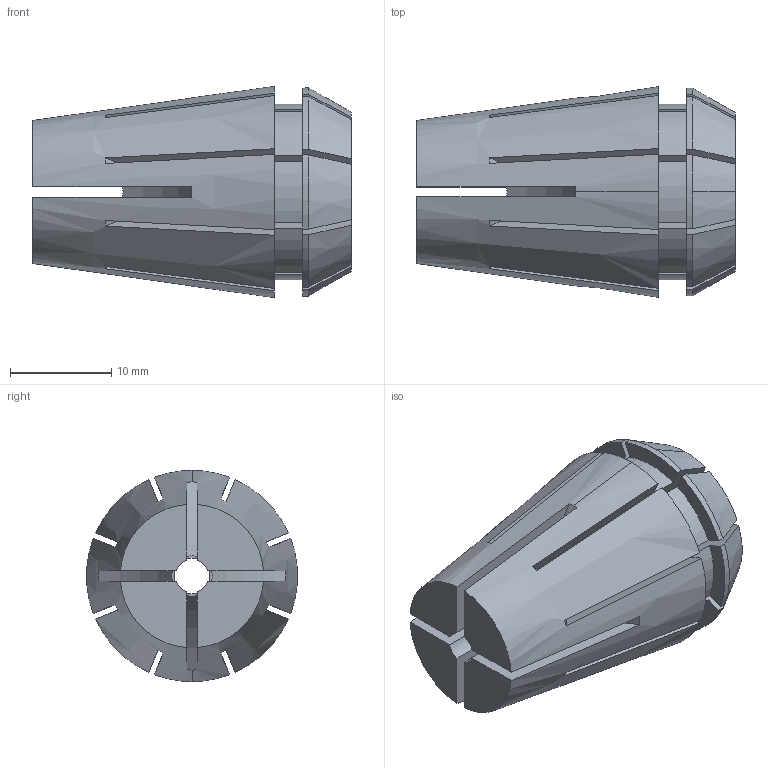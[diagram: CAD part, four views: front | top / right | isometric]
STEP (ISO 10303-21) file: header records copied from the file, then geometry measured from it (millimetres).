
FILE_DESCRIPTION (( 'STEP AP203' ), '1' );
FILE_NAME ('254.20B-3.5.STEP', '2017-04-10T03:08:20', ( '' ), ( '' ), 'SwSTEP 2.0', 'SolidWorks 2015', '' );
FILE_SCHEMA (( 'CONFIG_CONTROL_DESIGN' ));
Length unit declared in the file: millimetre
Products named in the file (1): 254.20B-3.5
Bounding box: 31.5 x 20.84 x 20.9 mm (x, y, z)
Volume: 6350.3 mm3; surface area: 5793.6 mm2
Topology: 1 solids, 1 shells, 118 faces, 339 edges, 226 vertices
Faces by surface type: plane 61, cylinder 46, cone 11
Entity records: 4123 total; most frequent: CARTESIAN_POINT 985, ORIENTED_EDGE 678, DIRECTION 619, EDGE_CURVE 339, AXIS2_PLACEMENT_3D 237, VERTEX_POINT 226, LINE 145, VECTOR 145
